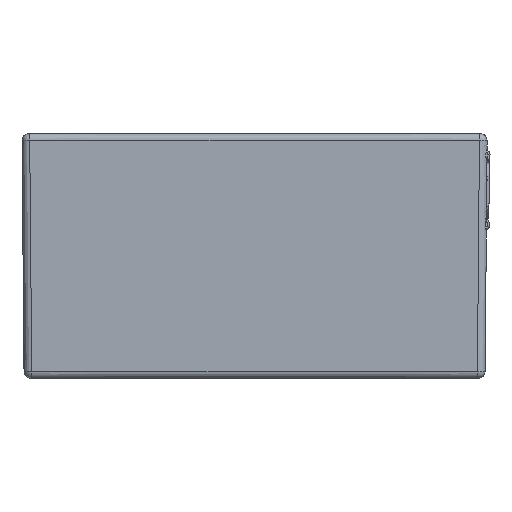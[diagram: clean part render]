
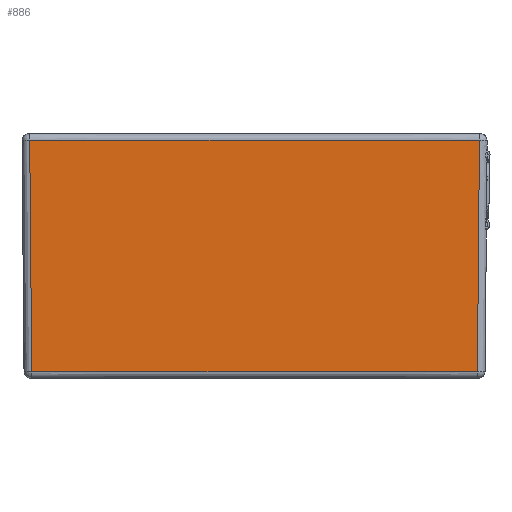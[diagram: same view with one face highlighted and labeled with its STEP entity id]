
A CAD part, left-side view. The second image highlights one B-rep face of the part: STEP entity #886.
In plain terms, the highlighted free-form (B-spline) face has degree [1, 3] with [2, 7] control points.
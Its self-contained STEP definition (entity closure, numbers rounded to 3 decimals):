
#568=B_SPLINE_SURFACE_WITH_KNOTS('',1,3,((#34253,#34254,#34255,#34256,#34257,
#34258,#34259),(#34260,#34261,#34262,#34263,#34264,#34265,#34266)),
 .UNSPECIFIED.,.F.,.F.,.F.,(2,2),(4,3,4),(0.,1.),(0.,0.022,
1.),.UNSPECIFIED.);
#886=ADVANCED_FACE('',(#1856),#568,.T.);
#1856=FACE_OUTER_BOUND('',#2543,.T.);
#2543=EDGE_LOOP('',(#4013,#4014,#4015,#4016));
#4013=ORIENTED_EDGE('',*,*,#8587,.T.);
#4014=ORIENTED_EDGE('',*,*,#8444,.T.);
#4015=ORIENTED_EDGE('',*,*,#8588,.T.);
#4016=ORIENTED_EDGE('',*,*,#8589,.F.);
#7312=VERTEX_POINT('',#32269);
#7313=VERTEX_POINT('',#32283);
#7447=VERTEX_POINT('',#34234);
#7448=VERTEX_POINT('',#34239);
#8444=EDGE_CURVE('',#7313,#7312,#10185,.T.);
#8587=EDGE_CURVE('',#7447,#7313,#10316,.T.);
#8588=EDGE_CURVE('',#7312,#7448,#10317,.T.);
#8589=EDGE_CURVE('',#7447,#7448,#10318,.T.);
#10185=B_SPLINE_CURVE_WITH_KNOTS('',3,(#32270,#32271,#32272,#32273,#32274,
#32275,#32276,#32277,#32278,#32279,#32280,#32281,#32282),.UNSPECIFIED.,
 .F.,.F.,(4,3,3,3,4),(0.,0.067,0.333,0.667,
1.),.UNSPECIFIED.);
#10316=B_SPLINE_CURVE_WITH_KNOTS('',3,(#34230,#34231,#34232,#34233),
 .UNSPECIFIED.,.F.,.F.,(4,4),(0.,1.),.UNSPECIFIED.);
#10317=B_SPLINE_CURVE_WITH_KNOTS('',3,(#34235,#34236,#34237,#34238),
 .UNSPECIFIED.,.F.,.F.,(4,4),(0.,1.),.UNSPECIFIED.);
#10318=B_SPLINE_CURVE_WITH_KNOTS('',3,(#34240,#34241,#34242,#34243,#34244,
#34245,#34246,#34247,#34248,#34249,#34250,#34251,#34252),.UNSPECIFIED.,
 .F.,.F.,(4,3,3,3,4),(0.,0.067,0.333,0.667,
1.),.UNSPECIFIED.);
#32269=CARTESIAN_POINT('',(-418.935,-233.234,241.939));
#32270=CARTESIAN_POINT('',(-416.841,-231.14,1.939));
#32271=CARTESIAN_POINT('',(-416.887,-231.186,7.272));
#32272=CARTESIAN_POINT('',(-416.934,-231.233,12.605));
#32273=CARTESIAN_POINT('',(-416.98,-231.279,17.938));
#32274=CARTESIAN_POINT('',(-417.166,-231.466,39.269));
#32275=CARTESIAN_POINT('',(-417.353,-231.652,60.601));
#32276=CARTESIAN_POINT('',(-417.539,-231.838,81.933));
#32277=CARTESIAN_POINT('',(-417.772,-232.071,108.601));
#32278=CARTESIAN_POINT('',(-418.004,-232.303,135.268));
#32279=CARTESIAN_POINT('',(-418.237,-232.536,161.936));
#32280=CARTESIAN_POINT('',(-418.47,-232.769,188.604));
#32281=CARTESIAN_POINT('',(-418.702,-233.002,215.271));
#32282=CARTESIAN_POINT('',(-418.935,-233.234,241.939));
#32283=CARTESIAN_POINT('',(-416.841,-231.14,1.939));
#34230=CARTESIAN_POINT('',(-416.841,231.14,1.939));
#34231=CARTESIAN_POINT('',(-416.841,77.047,1.939));
#34232=CARTESIAN_POINT('',(-416.841,-77.047,1.939));
#34233=CARTESIAN_POINT('',(-416.841,-231.14,1.939));
#34234=CARTESIAN_POINT('',(-416.841,231.14,1.939));
#34235=CARTESIAN_POINT('',(-418.935,-233.234,241.939));
#34236=CARTESIAN_POINT('',(-418.935,-77.745,241.939));
#34237=CARTESIAN_POINT('',(-418.935,77.745,241.939));
#34238=CARTESIAN_POINT('',(-418.935,233.234,241.939));
#34239=CARTESIAN_POINT('',(-418.935,233.234,241.939));
#34240=CARTESIAN_POINT('',(-416.841,231.14,1.939));
#34241=CARTESIAN_POINT('',(-416.887,231.186,7.272));
#34242=CARTESIAN_POINT('',(-416.934,231.233,12.605));
#34243=CARTESIAN_POINT('',(-416.98,231.279,17.938));
#34244=CARTESIAN_POINT('',(-417.166,231.466,39.269));
#34245=CARTESIAN_POINT('',(-417.353,231.652,60.601));
#34246=CARTESIAN_POINT('',(-417.539,231.838,81.933));
#34247=CARTESIAN_POINT('',(-417.772,232.071,108.601));
#34248=CARTESIAN_POINT('',(-418.004,232.303,135.268));
#34249=CARTESIAN_POINT('',(-418.237,232.536,161.936));
#34250=CARTESIAN_POINT('',(-418.47,232.769,188.604));
#34251=CARTESIAN_POINT('',(-418.702,233.002,215.271));
#34252=CARTESIAN_POINT('',(-418.935,233.234,241.939));
#34253=CARTESIAN_POINT('',(-416.337,-244.143,-55.8));
#34254=CARTESIAN_POINT('',(-416.337,-240.594,-55.8));
#34255=CARTESIAN_POINT('',(-416.337,-237.046,-55.8));
#34256=CARTESIAN_POINT('',(-416.337,-233.497,-55.8));
#34257=CARTESIAN_POINT('',(-416.337,-76.25,-55.8));
#34258=CARTESIAN_POINT('',(-416.337,80.997,-55.8));
#34259=CARTESIAN_POINT('',(-416.337,238.245,-55.8));
#34260=CARTESIAN_POINT('',(-418.997,-244.143,249.));
#34261=CARTESIAN_POINT('',(-418.997,-240.594,249.));
#34262=CARTESIAN_POINT('',(-418.997,-237.046,249.));
#34263=CARTESIAN_POINT('',(-418.997,-233.497,249.));
#34264=CARTESIAN_POINT('',(-418.997,-76.25,249.));
#34265=CARTESIAN_POINT('',(-418.997,80.997,249.));
#34266=CARTESIAN_POINT('',(-418.997,238.245,249.));
